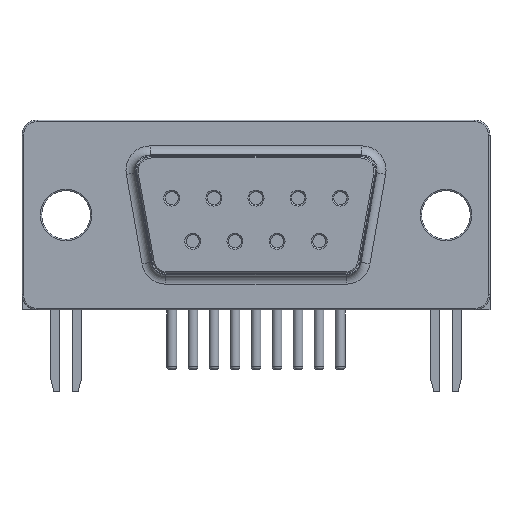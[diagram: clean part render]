
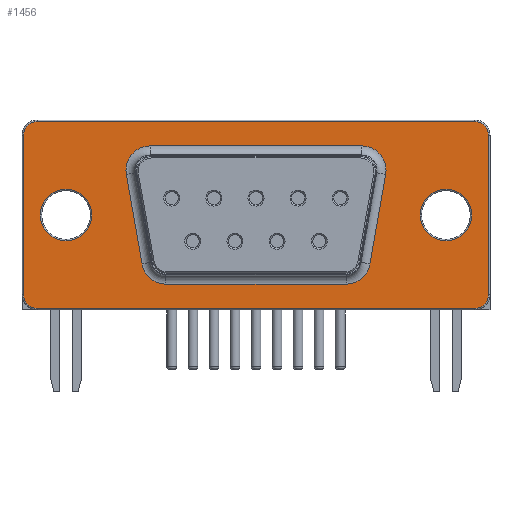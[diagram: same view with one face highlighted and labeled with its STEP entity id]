
A CAD part, front view. The second image highlights one B-rep face of the part: STEP entity #1456.
In plain terms, the highlighted planar face has unit normal (0, -1, 0).
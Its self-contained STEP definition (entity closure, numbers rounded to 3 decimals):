
#29=DIRECTION('',(0.,-1.,0.));
#36=VECTOR('',#37,1.);
#37=DIRECTION('',(1.,0.,0.));
#47=VECTOR('',#48,1.);
#48=DIRECTION('',(-1.,0.,0.));
#52=DIRECTION('',(0.,0.,-1.));
#74=DIRECTION('',(0.,1.,0.));
#151=DIRECTION('',(0.985,0.,-0.173));
#178=DIRECTION('',(-0.985,0.,-0.173));
#203=DIRECTION('',(0.,0.,1.));
#831=CARTESIAN_POINT('',(-12.499,-8.08,9.2));
#863=VECTOR('',#864,1.);
#864=DIRECTION('',(-0.173,0.,0.985));
#884=CARTESIAN_POINT('',(1.419,-8.08,9.2));
#901=CARTESIAN_POINT('',(-11.465,-8.08,3.3));
#914=VECTOR('',#915,1.);
#915=DIRECTION('',(-0.173,0.,-0.985));
#946=CARTESIAN_POINT('',(0.385,-8.08,3.3));
#1123=VERTEX_POINT('',#1124);
#1124=CARTESIAN_POINT('',(-14.075,-8.08,8.924));
#1132=VERTEX_POINT('',#1133);
#1133=CARTESIAN_POINT('',(-12.499,-8.08,10.8));
#1140=EDGE_CURVE('',#1123,#1132,#1141,.T.);
#1141=CIRCLE('',#1142,1.6);
#1142=AXIS2_PLACEMENT_3D('',#831,#74,#178);
#1148=ORIENTED_EDGE('',*,*,#1149,.T.);
#1149=EDGE_CURVE('',#1132,#1150,#1152,.T.);
#1150=VERTEX_POINT('',#1151);
#1151=CARTESIAN_POINT('',(1.419,-8.08,10.8));
#1152=LINE('',#1133,#36);
#1165=VERTEX_POINT('',#1166);
#1166=CARTESIAN_POINT('',(-13.041,-8.08,3.024));
#1170=ORIENTED_EDGE('',*,*,#1171,.T.);
#1171=EDGE_CURVE('',#1165,#1123,#1172,.T.);
#1172=LINE('',#1166,#863);
#1180=VERTEX_POINT('',#1181);
#1181=CARTESIAN_POINT('',(2.995,-8.08,8.924));
#1186=EDGE_CURVE('',#1150,#1180,#1187,.T.);
#1187=CIRCLE('',#1188,1.6);
#1188=AXIS2_PLACEMENT_3D('',#884,#74,#203);
#1196=VERTEX_POINT('',#1197);
#1197=CARTESIAN_POINT('',(-11.465,-8.08,1.7));
#1203=EDGE_CURVE('',#1196,#1165,#1204,.T.);
#1204=CIRCLE('',#1205,1.6);
#1205=AXIS2_PLACEMENT_3D('',#901,#74,#52);
#1211=ORIENTED_EDGE('',*,*,#1212,.T.);
#1212=EDGE_CURVE('',#1180,#1213,#1215,.T.);
#1213=VERTEX_POINT('',#1214);
#1214=CARTESIAN_POINT('',(1.961,-8.08,3.024));
#1215=LINE('',#1181,#914);
#1229=VERTEX_POINT('',#1230);
#1230=CARTESIAN_POINT('',(0.385,-8.08,1.7));
#1236=ORIENTED_EDGE('',*,*,#1237,.T.);
#1237=EDGE_CURVE('',#1229,#1196,#1238,.T.);
#1238=LINE('',#1230,#47);
#1245=EDGE_CURVE('',#1213,#1229,#1246,.T.);
#1246=CIRCLE('',#1247,1.6);
#1247=AXIS2_PLACEMENT_3D('',#946,#74,#151);
#1456=ADVANCED_FACE('',(#1457,#1463,#1515,#1524),#1533,.T.);
#1457=FACE_BOUND('',#1458,.T.);
#1458=EDGE_LOOP('',(#1459,#1170,#1460,#1148,#1461,#1211,#1462,#1236));
#1459=ORIENTED_EDGE('',*,*,#1203,.T.);
#1460=ORIENTED_EDGE('',*,*,#1140,.T.);
#1461=ORIENTED_EDGE('',*,*,#1186,.T.);
#1462=ORIENTED_EDGE('',*,*,#1245,.T.);
#1463=FACE_BOUND('',#1464,.T.);
#1464=EDGE_LOOP('',(#1465,#1472,#1479,#1485,#1492,#1497,#1504,#1510));
#1465=ORIENTED_EDGE('',*,*,#1466,.T.);
#1466=EDGE_CURVE('',#1467,#1469,#1471,.T.);
#1467=VERTEX_POINT('',#1468);
#1468=CARTESIAN_POINT('',(8.86,-8.08,12.4));
#1469=VERTEX_POINT('',#1470);
#1470=CARTESIAN_POINT('',(-19.94,-8.08,12.4));
#1471=LINE('',#1468,#47);
#1472=ORIENTED_EDGE('',*,*,#1473,.T.);
#1473=EDGE_CURVE('',#1469,#1474,#1476,.T.);
#1474=VERTEX_POINT('',#1475);
#1475=CARTESIAN_POINT('',(-20.84,-8.08,11.5));
#1476=CIRCLE('',#1477,0.9);
#1477=AXIS2_PLACEMENT_3D('',#1478,#29,#203);
#1478=CARTESIAN_POINT('',(-19.94,-8.08,11.5));
#1479=ORIENTED_EDGE('',*,*,#1480,.T.);
#1480=EDGE_CURVE('',#1474,#1481,#1483,.T.);
#1481=VERTEX_POINT('',#1482);
#1482=CARTESIAN_POINT('',(-20.84,-8.08,1.));
#1483=LINE('',#1475,#1484);
#1484=VECTOR('',#52,1.);
#1485=ORIENTED_EDGE('',*,*,#1486,.T.);
#1486=EDGE_CURVE('',#1481,#1487,#1489,.T.);
#1487=VERTEX_POINT('',#1488);
#1488=CARTESIAN_POINT('',(-19.94,-8.08,0.1));
#1489=CIRCLE('',#1490,0.9);
#1490=AXIS2_PLACEMENT_3D('',#1491,#29,#48);
#1491=CARTESIAN_POINT('',(-19.94,-8.08,1.));
#1492=ORIENTED_EDGE('',*,*,#1493,.T.);
#1493=EDGE_CURVE('',#1487,#1494,#1496,.T.);
#1494=VERTEX_POINT('',#1495);
#1495=CARTESIAN_POINT('',(8.86,-8.08,0.1));
#1496=LINE('',#1488,#36);
#1497=ORIENTED_EDGE('',*,*,#1498,.T.);
#1498=EDGE_CURVE('',#1494,#1499,#1501,.T.);
#1499=VERTEX_POINT('',#1500);
#1500=CARTESIAN_POINT('',(9.76,-8.08,1.));
#1501=CIRCLE('',#1502,0.9);
#1502=AXIS2_PLACEMENT_3D('',#1503,#29,#52);
#1503=CARTESIAN_POINT('',(8.86,-8.08,1.));
#1504=ORIENTED_EDGE('',*,*,#1505,.T.);
#1505=EDGE_CURVE('',#1499,#1506,#1508,.T.);
#1506=VERTEX_POINT('',#1507);
#1507=CARTESIAN_POINT('',(9.76,-8.08,11.5));
#1508=LINE('',#1500,#1509);
#1509=VECTOR('',#203,1.);
#1510=ORIENTED_EDGE('',*,*,#1511,.T.);
#1511=EDGE_CURVE('',#1506,#1467,#1512,.T.);
#1512=CIRCLE('',#1513,0.9);
#1513=AXIS2_PLACEMENT_3D('',#1514,#29,#37);
#1514=CARTESIAN_POINT('',(8.86,-8.08,11.5));
#1515=FACE_BOUND('',#1516,.T.);
#1516=EDGE_LOOP('',(#1517));
#1517=ORIENTED_EDGE('',*,*,#1518,.F.);
#1518=EDGE_CURVE('',#1519,#1519,#1521,.T.);
#1519=VERTEX_POINT('',#1520);
#1520=CARTESIAN_POINT('',(-16.34,-8.08,6.25));
#1521=CIRCLE('',#1522,1.7);
#1522=AXIS2_PLACEMENT_3D('',#1523,#29,#37);
#1523=CARTESIAN_POINT('',(-18.04,-8.08,6.25));
#1524=FACE_BOUND('',#1525,.T.);
#1525=EDGE_LOOP('',(#1526));
#1526=ORIENTED_EDGE('',*,*,#1527,.F.);
#1527=EDGE_CURVE('',#1528,#1528,#1530,.T.);
#1528=VERTEX_POINT('',#1529);
#1529=CARTESIAN_POINT('',(8.66,-8.08,6.25));
#1530=CIRCLE('',#1531,1.7);
#1531=AXIS2_PLACEMENT_3D('',#1532,#29,#37);
#1532=CARTESIAN_POINT('',(6.96,-8.08,6.25));
#1533=PLANE('',#1534);
#1534=AXIS2_PLACEMENT_3D('',#1535,#29,#37);
#1535=CARTESIAN_POINT('',(-5.54,-8.08,6.25));
